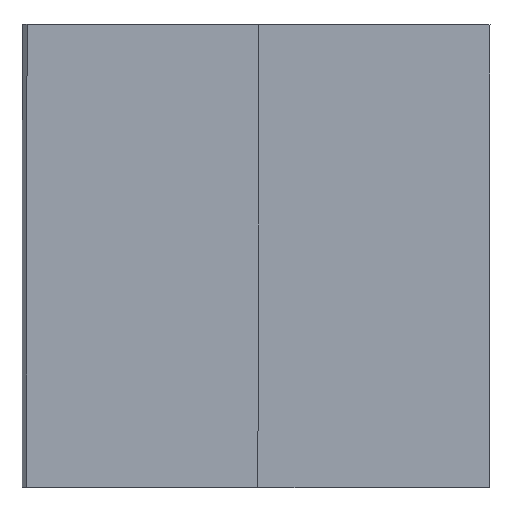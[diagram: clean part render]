
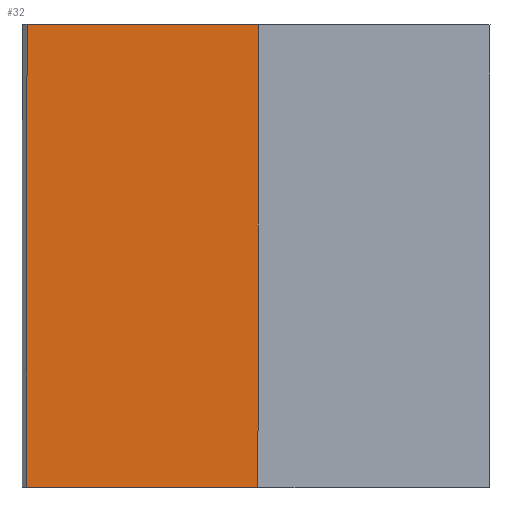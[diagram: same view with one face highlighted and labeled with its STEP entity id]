
A CAD part, left-side view. The second image highlights one B-rep face of the part: STEP entity #32.
In plain terms, the highlighted planar face has unit normal (-1, -0.003, 0).
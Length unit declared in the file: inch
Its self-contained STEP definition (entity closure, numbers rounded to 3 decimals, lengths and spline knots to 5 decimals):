
#6 = DIRECTION ( 'NONE',  ( 0., 0., 1. ) ) ;
#19 = VERTEX_POINT ( 'NONE', #70 ) ;
#31 = DIRECTION ( 'NONE',  ( 0., 0., -1. ) ) ;
#32 = ADVANCED_FACE ( 'NONE', ( #36 ), #293, .T. ) ;
#36 = FACE_OUTER_BOUND ( 'NONE', #273, .T. ) ;
#41 = VERTEX_POINT ( 'NONE', #331 ) ;
#53 = LINE ( 'NONE', #202, #285 ) ;
#70 = CARTESIAN_POINT ( 'NONE',  ( -59.05512, 19.68504, -19.68504 ) ) ;
#92 = CARTESIAN_POINT ( 'NONE',  ( -59.05512, 0., 19.68504 ) ) ;
#124 = LINE ( 'NONE', #222, #232 ) ;
#142 = EDGE_CURVE ( 'NONE', #407, #334, #124, .T. ) ;
#165 = DIRECTION ( 'NONE',  ( -1., 0., 0. ) ) ;
#177 = DIRECTION ( 'NONE',  ( 0., -1., 0. ) ) ;
#179 = EDGE_CURVE ( 'NONE', #41, #19, #210, .T. ) ;
#195 = CARTESIAN_POINT ( 'NONE',  ( -59.05512, 19.68504, 19.68504 ) ) ;
#202 = CARTESIAN_POINT ( 'NONE',  ( -59.05512, 19.68504, 19.68504 ) ) ;
#210 = LINE ( 'NONE', #402, #336 ) ;
#222 = CARTESIAN_POINT ( 'NONE',  ( -59.05512, 0., 19.68504 ) ) ;
#232 = VECTOR ( 'NONE', #31, 39.37008 ) ;
#234 = VECTOR ( 'NONE', #270, 39.37008 ) ;
#236 = DIRECTION ( 'NONE',  ( 0., 0., -1. ) ) ;
#243 = ORIENTED_EDGE ( 'NONE', *, *, #142, .F. ) ;
#260 = EDGE_CURVE ( 'NONE', #41, #407, #53, .T. ) ;
#270 = DIRECTION ( 'NONE',  ( 0., -1., 0. ) ) ;
#273 = EDGE_LOOP ( 'NONE', ( #243, #284, #322, #352 ) ) ;
#280 = AXIS2_PLACEMENT_3D ( 'NONE', #195, #165, #6 ) ;
#284 = ORIENTED_EDGE ( 'NONE', *, *, #260, .F. ) ;
#285 = VECTOR ( 'NONE', #177, 39.37008 ) ;
#293 = PLANE ( 'NONE',  #280 ) ;
#301 = CARTESIAN_POINT ( 'NONE',  ( -59.05512, 19.68504, -19.68504 ) ) ;
#312 = LINE ( 'NONE', #301, #234 ) ;
#322 = ORIENTED_EDGE ( 'NONE', *, *, #179, .T. ) ;
#331 = CARTESIAN_POINT ( 'NONE',  ( -59.05512, 19.68504, 19.68504 ) ) ;
#334 = VERTEX_POINT ( 'NONE', #337 ) ;
#336 = VECTOR ( 'NONE', #236, 39.37008 ) ;
#337 = CARTESIAN_POINT ( 'NONE',  ( -59.05512, 0., -19.68504 ) ) ;
#352 = ORIENTED_EDGE ( 'NONE', *, *, #393, .T. ) ;
#393 = EDGE_CURVE ( 'NONE', #19, #334, #312, .T. ) ;
#402 = CARTESIAN_POINT ( 'NONE',  ( -59.05512, 19.68504, 19.68504 ) ) ;
#407 = VERTEX_POINT ( 'NONE', #92 ) ;
